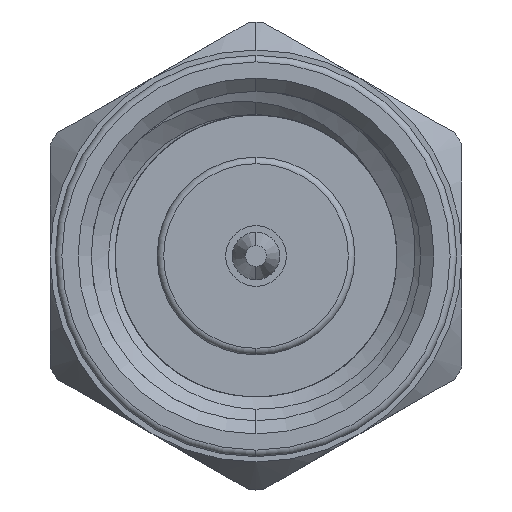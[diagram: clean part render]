
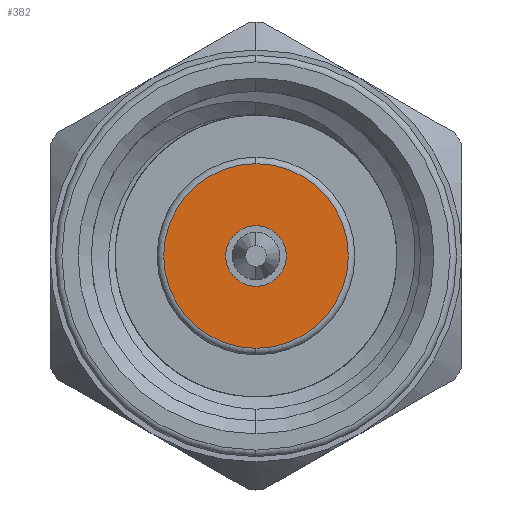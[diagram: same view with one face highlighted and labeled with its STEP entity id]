
A CAD part, left-side view. The second image highlights one B-rep face of the part: STEP entity #382.
In plain terms, the highlighted planar face has unit normal (-1, 0, 0).
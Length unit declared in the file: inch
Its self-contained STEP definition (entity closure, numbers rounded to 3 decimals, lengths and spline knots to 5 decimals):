
#35 = VERTEX_POINT ( 'NONE', #1306 ) ;
#169 = CARTESIAN_POINT ( 'NONE',  ( -0.72, 0., 0. ) ) ;
#267 = DIRECTION ( 'NONE',  ( -1., 0., 0. ) ) ;
#373 = CARTESIAN_POINT ( 'NONE',  ( -0.72, 0., 0. ) ) ;
#382 = ADVANCED_FACE ( 'NONE', ( #1969, #2322 ), #1343, .T. ) ;
#563 = VERTEX_POINT ( 'NONE', #3467 ) ;
#645 = DIRECTION ( 'NONE',  ( -1., 0., 0. ) ) ;
#679 = AXIS2_PLACEMENT_3D ( 'NONE', #2393, #645, #895 ) ;
#816 = DIRECTION ( 'NONE',  ( 0., 0., 1. ) ) ;
#895 = DIRECTION ( 'NONE',  ( 0., 0., 1. ) ) ;
#1179 = CIRCLE ( 'NONE', #679, 0.023 ) ;
#1306 = CARTESIAN_POINT ( 'NONE',  ( -0.72, 0., 0.07 ) ) ;
#1330 = DIRECTION ( 'NONE',  ( -1., 0., 0. ) ) ;
#1343 = PLANE ( 'NONE',  #3679 ) ;
#1346 = EDGE_CURVE ( 'NONE', #35, #563, #1598, .T. ) ;
#1419 = ORIENTED_EDGE ( 'NONE', *, *, #2166, .F. ) ;
#1556 = EDGE_CURVE ( 'NONE', #563, #35, #1828, .T. ) ;
#1598 = CIRCLE ( 'NONE', #2352, 0.07 ) ;
#1636 = ORIENTED_EDGE ( 'NONE', *, *, #1346, .T. ) ;
#1694 = CIRCLE ( 'NONE', #2125, 0.023 ) ;
#1736 = EDGE_LOOP ( 'NONE', ( #1818, #1419 ) ) ;
#1796 = VERTEX_POINT ( 'NONE', #2865 ) ;
#1818 = ORIENTED_EDGE ( 'NONE', *, *, #2209, .F. ) ;
#1828 = CIRCLE ( 'NONE', #3007, 0.07 ) ;
#1969 = FACE_BOUND ( 'NONE', #1736, .T. ) ;
#2125 = AXIS2_PLACEMENT_3D ( 'NONE', #169, #3712, #2830 ) ;
#2166 = EDGE_CURVE ( 'NONE', #1796, #2659, #1179, .T. ) ;
#2209 = EDGE_CURVE ( 'NONE', #2659, #1796, #1694, .T. ) ;
#2322 = FACE_OUTER_BOUND ( 'NONE', #3132, .T. ) ;
#2352 = AXIS2_PLACEMENT_3D ( 'NONE', #2876, #267, #816 ) ;
#2393 = CARTESIAN_POINT ( 'NONE',  ( -0.72, 0., 0. ) ) ;
#2659 = VERTEX_POINT ( 'NONE', #3308 ) ;
#2714 = DIRECTION ( 'NONE',  ( -1., 0., 0. ) ) ;
#2746 = DIRECTION ( 'NONE',  ( 0., 0., 1. ) ) ;
#2750 = ORIENTED_EDGE ( 'NONE', *, *, #1556, .T. ) ;
#2830 = DIRECTION ( 'NONE',  ( 0., 0., 1. ) ) ;
#2865 = CARTESIAN_POINT ( 'NONE',  ( -0.72, 0., 0.023 ) ) ;
#2876 = CARTESIAN_POINT ( 'NONE',  ( -0.72, 0., 0. ) ) ;
#3007 = AXIS2_PLACEMENT_3D ( 'NONE', #373, #2714, #3011 ) ;
#3011 = DIRECTION ( 'NONE',  ( 0., 0., 1. ) ) ;
#3132 = EDGE_LOOP ( 'NONE', ( #1636, #2750 ) ) ;
#3308 = CARTESIAN_POINT ( 'NONE',  ( -0.72, 0., -0.023 ) ) ;
#3397 = CARTESIAN_POINT ( 'NONE',  ( -0.72, 0.15225, 0. ) ) ;
#3467 = CARTESIAN_POINT ( 'NONE',  ( -0.72, 0., -0.07 ) ) ;
#3679 = AXIS2_PLACEMENT_3D ( 'NONE', #3397, #1330, #2746 ) ;
#3712 = DIRECTION ( 'NONE',  ( -1., 0., 0. ) ) ;
